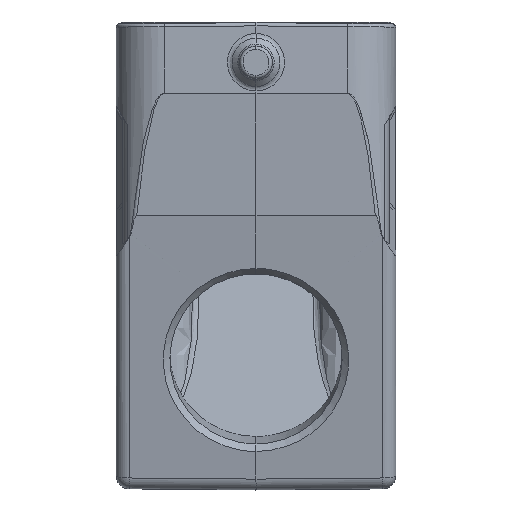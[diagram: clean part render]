
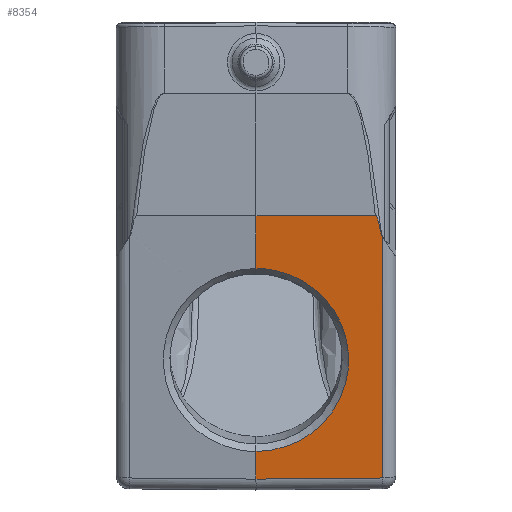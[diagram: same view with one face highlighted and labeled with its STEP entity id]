
A CAD part, left-side view. The second image highlights one B-rep face of the part: STEP entity #8354.
In plain terms, the highlighted planar face has unit normal (-0.987, -0.009, -0.16).
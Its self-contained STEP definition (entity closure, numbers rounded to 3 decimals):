
#326=CARTESIAN_POINT('',(-27.718,-19.261,
-32.658));
#352=DIRECTION('',(-0.16,0.,0.987));
#353=VECTOR('',#352,37.533);
#354=CARTESIAN_POINT('',(-21.628,-19.517,
-70.15));
#355=LINE('',#354,#353);
#356=CARTESIAN_POINT('',(-27.646,-19.517,
-33.103));
#758=CARTESIAN_POINT('',(-28.196,-18.363,
-29.779));
#765=CARTESIAN_POINT('',(-22.464,0.,
-66.066));
#766=CARTESIAN_POINT('',(-22.457,-0.741,
-66.066));
#767=CARTESIAN_POINT('',(-22.463,-2.31,
-65.944));
#768=CARTESIAN_POINT('',(-22.537,-4.683,
-65.359));
#769=CARTESIAN_POINT('',(-22.684,-7.005,
-64.33));
#770=CARTESIAN_POINT('',(-22.896,-9.107,
-62.909));
#771=CARTESIAN_POINT('',(-23.164,-10.906,
-61.161));
#772=CARTESIAN_POINT('',(-23.48,-12.364,
-59.136));
#773=CARTESIAN_POINT('',(-23.837,-13.446,
-56.881));
#774=CARTESIAN_POINT('',(-24.223,-14.109,
-54.47));
#775=CARTESIAN_POINT('',(-24.624,-14.333,
-51.988));
#776=CARTESIAN_POINT('',(-25.029,-14.112,
-49.506));
#777=CARTESIAN_POINT('',(-25.426,-13.451,
-47.097));
#778=CARTESIAN_POINT('',(-25.802,-12.373,
-44.844));
#779=CARTESIAN_POINT('',(-26.143,-10.916,
-42.821));
#780=CARTESIAN_POINT('',(-26.443,-9.12,
-41.076));
#781=CARTESIAN_POINT('',(-26.692,-7.019,
-39.659));
#782=CARTESIAN_POINT('',(-26.879,-4.699,
-38.633));
#783=CARTESIAN_POINT('',(-26.994,-2.321,
-38.051));
#784=CARTESIAN_POINT('',(-27.028,-0.746,
-37.932));
#785=CARTESIAN_POINT('',(-27.034,0.,
-37.934));
#787=DIRECTION('',(0.009,-1.,0.001));
#788=VECTOR('',#787,18.364);
#789=CARTESIAN_POINT('',(-28.355,0.,
-29.801));
#790=LINE('',#789,#788);
#791=CARTESIAN_POINT('',(-28.197,-18.356,
-29.778));
#792=CARTESIAN_POINT('',(-28.196,-18.37,
-29.778));
#793=CARTESIAN_POINT('',(-28.195,-18.395,
-29.784));
#794=CARTESIAN_POINT('',(-28.193,-18.418,
-29.795));
#795=CARTESIAN_POINT('',(-28.19,-18.444,
-29.815));
#796=CARTESIAN_POINT('',(-28.185,-18.469,
-29.84));
#797=CARTESIAN_POINT('',(-28.18,-18.493,
-29.87));
#798=CARTESIAN_POINT('',(-28.174,-18.517,
-29.905));
#799=CARTESIAN_POINT('',(-28.168,-18.541,
-29.945));
#800=CARTESIAN_POINT('',(-28.16,-18.565,
-29.99));
#801=CARTESIAN_POINT('',(-28.152,-18.59,
-30.04));
#802=CARTESIAN_POINT('',(-28.143,-18.615,
-30.095));
#803=CARTESIAN_POINT('',(-28.133,-18.64,
-30.156));
#804=CARTESIAN_POINT('',(-28.121,-18.667,
-30.223));
#805=CARTESIAN_POINT('',(-28.109,-18.694,
-30.297));
#806=CARTESIAN_POINT('',(-28.096,-18.722,
-30.377));
#807=CARTESIAN_POINT('',(-28.081,-18.751,
-30.465));
#808=CARTESIAN_POINT('',(-28.066,-18.781,
-30.561));
#809=CARTESIAN_POINT('',(-28.048,-18.812,
-30.666));
#810=CARTESIAN_POINT('',(-28.029,-18.844,
-30.78));
#811=CARTESIAN_POINT('',(-28.009,-18.877,
-30.904));
#812=CARTESIAN_POINT('',(-27.987,-18.912,
-31.039));
#813=CARTESIAN_POINT('',(-27.963,-18.949,
-31.185));
#814=CARTESIAN_POINT('',(-27.936,-18.987,
-31.345));
#815=CARTESIAN_POINT('',(-27.908,-19.026,
-31.519));
#816=CARTESIAN_POINT('',(-27.877,-19.067,
-31.707));
#817=CARTESIAN_POINT('',(-27.843,-19.11,
-31.912));
#818=CARTESIAN_POINT('',(-27.807,-19.155,
-32.134));
#819=CARTESIAN_POINT('',(-27.767,-19.202,
-32.375));
#820=CARTESIAN_POINT('',(-27.738,-19.234,
-32.55));
#821=CARTESIAN_POINT('',(-27.724,-19.251,
-32.64));
#823=CARTESIAN_POINT('',(-27.724,-19.251,
-32.64));
#824=CARTESIAN_POINT('',(-27.723,-19.251,
-32.643));
#825=CARTESIAN_POINT('',(-27.723,-19.252,
-32.647));
#826=CARTESIAN_POINT('',(-27.721,-19.254,
-32.652));
#827=CARTESIAN_POINT('',(-27.721,-19.253,
-32.661));
#828=CARTESIAN_POINT('',(-27.718,-19.258,
-32.66));
#829=CARTESIAN_POINT('',(-27.718,-19.261,
-32.658));
#831=CARTESIAN_POINT('',(-27.718,-19.261,
-32.658));
#832=CARTESIAN_POINT('',(-27.71,-19.29,
-32.708));
#833=CARTESIAN_POINT('',(-27.697,-19.348,
-32.808));
#834=CARTESIAN_POINT('',(-27.671,-19.432,
-32.954));
#835=CARTESIAN_POINT('',(-27.654,-19.489,
-33.053));
#836=CARTESIAN_POINT('',(-27.646,-19.517,
-33.103));
#838=DIRECTION('',(-0.007,1.,-0.009));
#839=VECTOR('',#838,19.519);
#840=CARTESIAN_POINT('',(-21.628,-19.517,
-70.15));
#841=LINE('',#840,#839);
#944=DIRECTION('',(0.16,0.,-0.987));
#945=VECTOR('',#944,4.311);
#946=CARTESIAN_POINT('',(-22.464,0.,
-66.066));
#947=LINE('',#946,#945);
#1003=DIRECTION('',(0.16,0.,-0.987));
#1004=VECTOR('',#1003,8.239);
#1005=CARTESIAN_POINT('',(-28.355,0.,
-29.801));
#1006=LINE('',#1005,#1004);
#6544=VERTEX_POINT('',#758);
#6545=CARTESIAN_POINT('',(-28.355,0.,
-29.801));
#6546=VERTEX_POINT('',#6545);
#6547=VERTEX_POINT('',#326);
#6548=VERTEX_POINT('',#823);
#6552=VERTEX_POINT('',#356);
#6859=CARTESIAN_POINT('',(-21.773,0.,
-70.321));
#6861=VERTEX_POINT('',#6859);
#6865=CARTESIAN_POINT('',(-21.628,-19.517,
-70.15));
#6866=VERTEX_POINT('',#6865);
#7403=VERTEX_POINT('',#765);
#7404=VERTEX_POINT('',#785);
#8334=CARTESIAN_POINT('',(-21.5,0.,-72.));
#8335=DIRECTION('',(-0.987,-0.009,-0.16));
#8336=DIRECTION('',(-0.16,0.,0.987));
#8337=AXIS2_PLACEMENT_3D('',#8334,#8335,#8336);
#8338=PLANE('',#8337);
#8340=ORIENTED_EDGE('',*,*,#8339,.T.);
#8342=ORIENTED_EDGE('',*,*,#8341,.F.);
#8343=ORIENTED_EDGE('',*,*,#8195,.T.);
#8344=ORIENTED_EDGE('',*,*,#8329,.T.);
#8345=ORIENTED_EDGE('',*,*,#8327,.T.);
#8346=ORIENTED_EDGE('',*,*,#7582,.T.);
#8347=ORIENTED_EDGE('',*,*,#7634,.F.);
#8349=ORIENTED_EDGE('',*,*,#8348,.T.);
#8351=ORIENTED_EDGE('',*,*,#8350,.F.);
#8352=EDGE_LOOP('',(#8340,#8342,#8343,#8344,#8345,#8346,#8347,#8349,#8351));
#8353=FACE_OUTER_BOUND('',#8352,.F.);
#786=B_SPLINE_CURVE_WITH_KNOTS('',3,(#765,#766,#767,#768,#769,#770,#771,#772,
#773,#774,#775,#776,#777,#778,#779,#780,#781,#782,#783,#784,#785),.UNSPECIFIED.,
.F.,.F.,(4,1,1,1,1,1,1,1,1,1,1,1,1,1,1,1,1,1,4),(0.,0.052,
0.108,0.164,0.22,0.276,
0.332,0.388,0.444,0.5,
0.556,0.612,0.668,0.724,
0.78,0.836,0.892,0.948,1.),
.UNSPECIFIED.);
#822=B_SPLINE_CURVE_WITH_KNOTS('',3,(#791,#792,#793,#794,#795,#796,#797,#798,
#799,#800,#801,#802,#803,#804,#805,#806,#807,#808,#809,#810,#811,#812,#813,#814,
#815,#816,#817,#818,#819,#820,#821),.UNSPECIFIED.,.F.,.F.,(4,1,1,1,1,1,1,1,1,1,
1,1,1,1,1,1,1,1,1,1,1,1,1,1,1,1,1,1,4),(0.,0.036,
0.071,0.107,0.143,0.179,
0.214,0.25,0.286,0.321,0.357,
0.393,0.429,0.464,0.5,0.536,
0.571,0.607,0.643,0.679,
0.714,0.75,0.786,0.821,0.857,
0.893,0.929,0.964,1.),.UNSPECIFIED.);
#830=B_SPLINE_CURVE_WITH_KNOTS('',3,(#823,#824,#825,#826,#827,#828,#829),
.UNSPECIFIED.,.F.,.F.,(4,1,1,1,4),(0.,0.25,0.5,0.75,1.),
.UNSPECIFIED.);
#837=B_SPLINE_CURVE_WITH_KNOTS('',3,(#831,#832,#833,#834,#835,#836),
.UNSPECIFIED.,.F.,.F.,(4,1,1,4),(0.,0.333,0.667,1.),
.UNSPECIFIED.);
#7582=EDGE_CURVE('',#6547,#6552,#837,.T.);
#7634=EDGE_CURVE('',#6866,#6552,#355,.T.);
#8195=EDGE_CURVE('',#6546,#6544,#790,.T.);
#8327=EDGE_CURVE('',#6548,#6547,#830,.T.);
#8329=EDGE_CURVE('',#6544,#6548,#822,.T.);
#8339=EDGE_CURVE('',#7403,#7404,#786,.T.);
#8341=EDGE_CURVE('',#6546,#7404,#1006,.T.);
#8348=EDGE_CURVE('',#6866,#6861,#841,.T.);
#8350=EDGE_CURVE('',#7403,#6861,#947,.T.);
#8354=ADVANCED_FACE('',(#8353),#8338,.T.);
